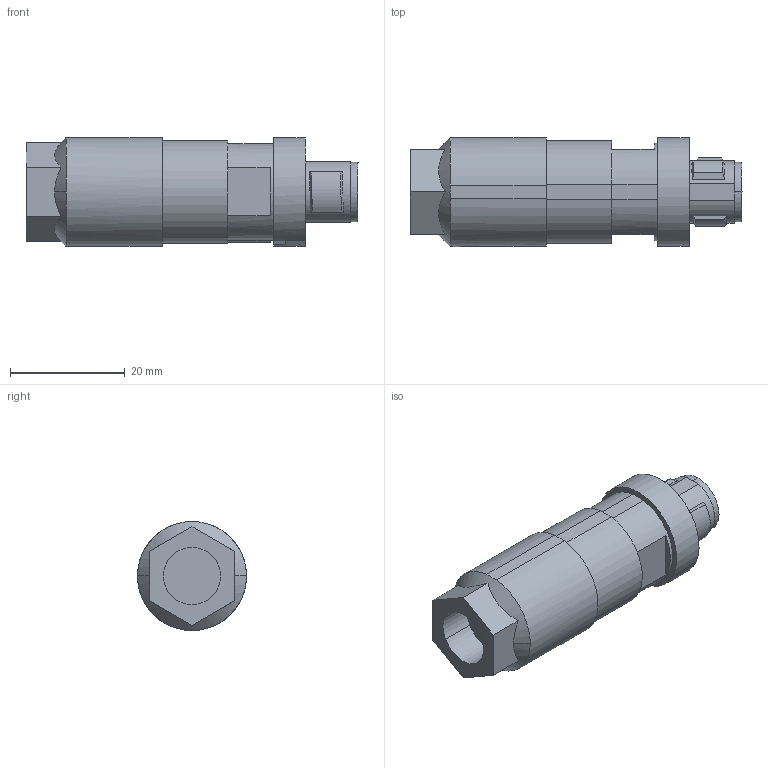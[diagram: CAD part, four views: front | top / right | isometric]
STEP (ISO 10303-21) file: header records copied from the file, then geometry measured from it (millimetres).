
FILE_DESCRIPTION(('SolidDesigner STEP Export'),'2;1');
FILE_NAME('1411066_SACC_MSD_4QO_SH_ETH_SCO-select.stp','2015-01-17T 8:21:14',(''),(''),'Creo Elements/Direct Modeling STEP processor for AP214 (Solid Model)','Creo Elements/Direct Modeling 18.1B 29-Sep-2012 (C) Parametric Technology GmbH','');
FILE_SCHEMA(('AUTOMOTIVE_DESIGN { 1 0 10303 214 1 1 1 1 }'));
Length unit declared in the file: millimetre
Products named in the file (2): 1411066_SACC_MSD_4QO_SH_ETH_SCO-select
Assembly tree (1 placements, depth 2):
  1411066_SACC_MSD_4QO_SH_ETH_SCO-select
    1411066_SACC_MSD_4QO_SH_ETH_SCO-select
Bounding box: 57.85 x 19 x 18.93 mm (x, y, z)
Volume: 12294.9 mm3; surface area: 4285.5 mm2
Topology: 1 solids, 1 shells, 96 faces, 240 edges, 160 vertices
Faces by surface type: plane 62, cylinder 24, bspline 6, cone 4
Entity records: 4994 total; most frequent: CARTESIAN_POINT 1969, ORIENTED_EDGE 480, DIRECTION 400, EDGE_CURVE 240, VERTEX_POINT 160, VECTOR 138, LINE 138, AXIS2_PLACEMENT_3D 131
